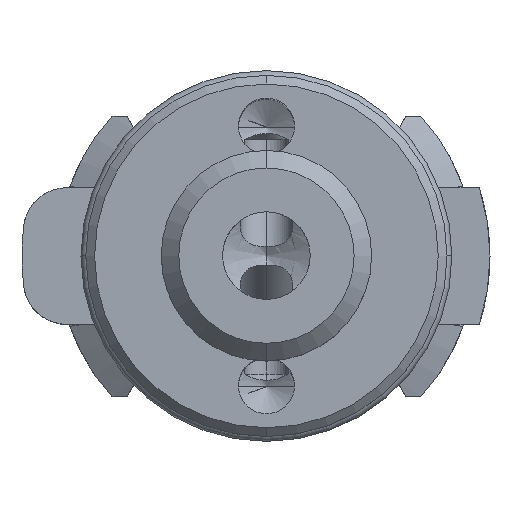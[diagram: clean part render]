
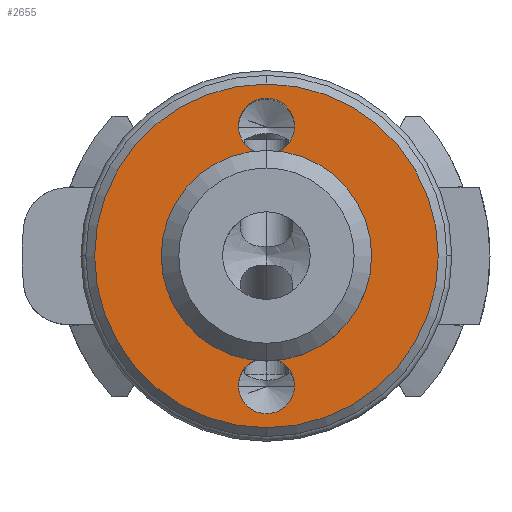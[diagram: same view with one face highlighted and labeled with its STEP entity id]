
A CAD part, top view. The second image highlights one B-rep face of the part: STEP entity #2655.
In plain terms, the highlighted planar face has unit normal (0, 0, 1).
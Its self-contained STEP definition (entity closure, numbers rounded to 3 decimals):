
#2481=CARTESIAN_POINT('',(-0.,-9.8,0.));
#2482=VERTEX_POINT('',#2481);
#2489=CARTESIAN_POINT('',(0.,9.8,0.));
#2490=VERTEX_POINT('',#2489);
#2491=CARTESIAN_POINT('',(0.,0.,0.));
#2492=DIRECTION('',(0.,0.,1.));
#2493=DIRECTION('',(0.,-1.,0.));
#2494=AXIS2_PLACEMENT_3D('',#2491,#2492,#2493);
#2495=CIRCLE('',#2494,9.8);
#2496=EDGE_CURVE('',#2490,#2482,#2495,.T.);
#2580=CARTESIAN_POINT('',(-9.8,0.,0.));
#2581=DIRECTION('',(0.,0.,-1.));
#2582=DIRECTION('',(0.,1.,0.));
#2583=AXIS2_PLACEMENT_3D('',#2580,#2581,#2582);
#2584=PLANE('',#2583);
#2585=CARTESIAN_POINT('',(1.6,-7.4,0.));
#2586=VERTEX_POINT('',#2585);
#2587=CARTESIAN_POINT('',(-1.6,-7.4,0.));
#2588=VERTEX_POINT('',#2587);
#2589=CARTESIAN_POINT('',(0.,-7.4,0.));
#2590=DIRECTION('',(0.,0.,-1.));
#2591=DIRECTION('',(1.,0.,0.));
#2592=AXIS2_PLACEMENT_3D('',#2589,#2590,#2591);
#2593=CIRCLE('',#2592,1.6);
#2594=EDGE_CURVE('',#2586,#2588,#2593,.T.);
#2595=ORIENTED_EDGE('',*,*,#2594,.T.);
#2596=CARTESIAN_POINT('',(0.,-7.4,0.));
#2597=DIRECTION('',(0.,0.,-1.));
#2598=DIRECTION('',(1.,0.,0.));
#2599=AXIS2_PLACEMENT_3D('',#2596,#2597,#2598);
#2600=CIRCLE('',#2599,1.6);
#2601=EDGE_CURVE('',#2588,#2586,#2600,.T.);
#2602=ORIENTED_EDGE('',*,*,#2601,.T.);
#2603=EDGE_LOOP('',(#2595,#2602));
#2604=FACE_BOUND('',#2603,.T.);
#2605=CARTESIAN_POINT('',(1.6,7.4,0.));
#2606=VERTEX_POINT('',#2605);
#2607=CARTESIAN_POINT('',(-1.6,7.4,0.));
#2608=VERTEX_POINT('',#2607);
#2609=CARTESIAN_POINT('',(0.,7.4,0.));
#2610=DIRECTION('',(0.,0.,-1.));
#2611=DIRECTION('',(1.,0.,0.));
#2612=AXIS2_PLACEMENT_3D('',#2609,#2610,#2611);
#2613=CIRCLE('',#2612,1.6);
#2614=EDGE_CURVE('',#2606,#2608,#2613,.T.);
#2615=ORIENTED_EDGE('',*,*,#2614,.T.);
#2616=CARTESIAN_POINT('',(0.,7.4,0.));
#2617=DIRECTION('',(0.,0.,-1.));
#2618=DIRECTION('',(1.,0.,0.));
#2619=AXIS2_PLACEMENT_3D('',#2616,#2617,#2618);
#2620=CIRCLE('',#2619,1.6);
#2621=EDGE_CURVE('',#2608,#2606,#2620,.T.);
#2622=ORIENTED_EDGE('',*,*,#2621,.T.);
#2623=EDGE_LOOP('',(#2615,#2622));
#2624=FACE_BOUND('',#2623,.T.);
#2625=CARTESIAN_POINT('',(5.,0.,0.));
#2626=VERTEX_POINT('',#2625);
#2627=CARTESIAN_POINT('',(-5.,0.,0.));
#2628=VERTEX_POINT('',#2627);
#2629=CARTESIAN_POINT('',(0.,0.,0.));
#2630=DIRECTION('',(0.,0.,-1.));
#2631=DIRECTION('',(1.,0.,0.));
#2632=AXIS2_PLACEMENT_3D('',#2629,#2630,#2631);
#2633=CIRCLE('',#2632,5.);
#2634=EDGE_CURVE('',#2626,#2628,#2633,.T.);
#2635=ORIENTED_EDGE('',*,*,#2634,.T.);
#2636=CARTESIAN_POINT('',(0.,0.,0.));
#2637=DIRECTION('',(0.,0.,-1.));
#2638=DIRECTION('',(1.,0.,0.));
#2639=AXIS2_PLACEMENT_3D('',#2636,#2637,#2638);
#2640=CIRCLE('',#2639,5.);
#2641=EDGE_CURVE('',#2628,#2626,#2640,.T.);
#2642=ORIENTED_EDGE('',*,*,#2641,.T.);
#2643=EDGE_LOOP('',(#2635,#2642));
#2644=FACE_BOUND('',#2643,.T.);
#2645=CARTESIAN_POINT('',(0.,0.,0.));
#2646=DIRECTION('',(0.,0.,1.));
#2647=DIRECTION('',(0.,-1.,0.));
#2648=AXIS2_PLACEMENT_3D('',#2645,#2646,#2647);
#2649=CIRCLE('',#2648,9.8);
#2650=EDGE_CURVE('',#2482,#2490,#2649,.T.);
#2651=ORIENTED_EDGE('',*,*,#2650,.T.);
#2652=ORIENTED_EDGE('',*,*,#2496,.T.);
#2653=EDGE_LOOP('',(#2651,#2652));
#2654=FACE_BOUND('',#2653,.T.);
#2655=ADVANCED_FACE('',(#2604,#2624,#2644,#2654),#2584,.F.);
